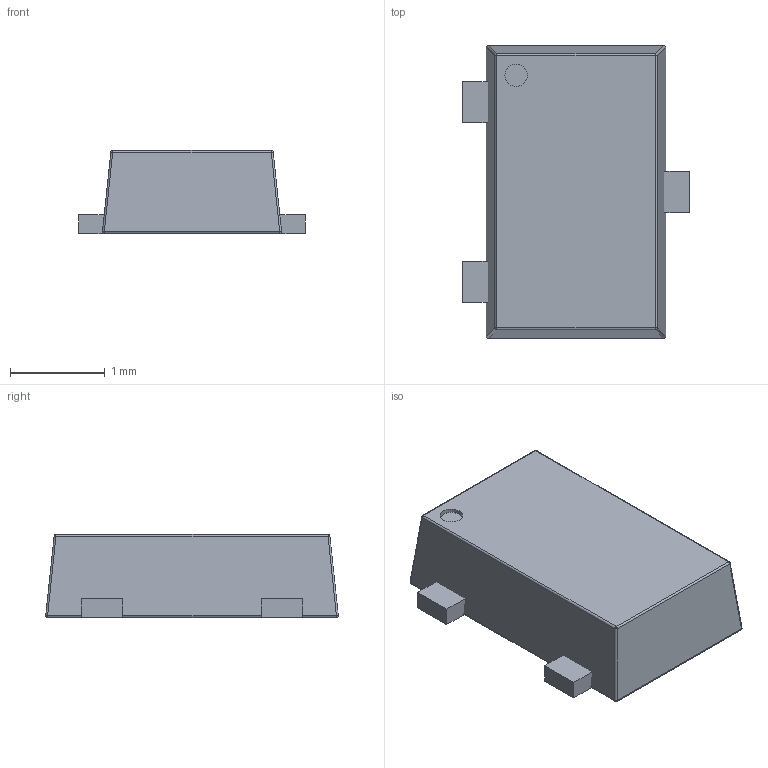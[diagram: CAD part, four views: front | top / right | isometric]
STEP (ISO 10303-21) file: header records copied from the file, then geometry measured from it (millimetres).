
FILE_DESCRIPTION(('Open CASCADE Model'),'2;1');
FILE_NAME('Open CASCADE Shape Model','2024-10-13T01:48:35',('Author'),( 'Open CASCADE'),'Open CASCADE STEP processor 6.8','Open CASCADE 6.8' ,'Unknown');
FILE_SCHEMA(('AUTOMOTIVE_DESIGN { 1 0 10303 214 1 1 1 1 }'));
Length unit declared in the file: millimetre
Products named in the file (7): PCB; Designator1; 8717906480; Open_CASCADE_STEP_translator_6.8_5.1; Body; Open_CASCADE_STEP_translator_6.8_5.2.1; lead
Assembly tree (7 placements, depth 4):
  PCB
  Designator1
    8717906480
      Open_CASCADE_STEP_translator_6.8_5.1
      Body
        Open_CASCADE_STEP_translator_6.8_5.2.1
      lead  x3
Bounding box: 2.4 x 3.1 x 0.88 mm (x, y, z)
Volume: 4.9 mm3; surface area: 21.3 mm2
Topology: 4 solids, 5 shells, 47 faces, 96 edges, 51 vertices
Faces by surface type: plane 26, cylinder 13, sphere 8
Full cylindrical faces by diameter (mm): 0.237 x1
Entity records: 997 total; most frequent: DIRECTION 177, CARTESIAN_POINT 142, ORIENTED_EDGE 127, AXIS2_PLACEMENT_3D 70, EDGE_CURVE 64, LINE 37, VECTOR 37, FACE_BOUND 36
